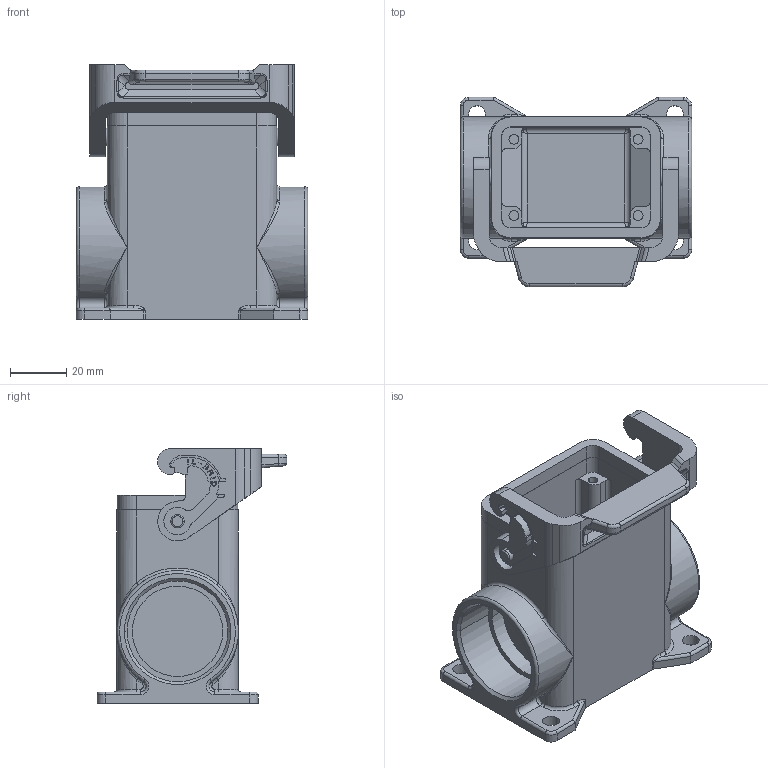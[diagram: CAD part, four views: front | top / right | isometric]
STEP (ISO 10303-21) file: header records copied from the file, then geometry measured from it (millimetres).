
FILE_DESCRIPTION(('Creo Elements/Direct Modeling STEP Export'),'2;1');
FILE_NAME('0ln7uvk5h782e015420','2022-02-14T16:09:48',(''),(''),'Creo Elements/Direct Modeling STEP processor for AP214 (Solid Model)','Creo Elements/Direct Modeling 20.1B 02-Apr-2019 (C) Parametric Technology GmbH','');
FILE_SCHEMA(('AUTOMOTIVE_DESIGN { 1 0 10303 214 1 1 1 1 }'));
Length unit declared in the file: millimetre
Products named in the file (2): MLAP_06_L40
Assembly tree (1 placements, depth 2):
  MLAP_06_L40
    MLAP_06_L40
Bounding box: 82 x 67.25 x 90.2 mm (x, y, z)
Volume: 89645.4 mm3; surface area: 46923.3 mm2
Topology: 1 solids, 1 shells, 708 faces, 1925 edges, 1246 vertices
Faces by surface type: plane 451, cylinder 191, bspline 36, torus 28, cone 2
Entity records: 37709 total; most frequent: CARTESIAN_POINT 14566, ORIENTED_EDGE 3834, DIRECTION 3361, EDGE_CURVE 1917, VECTOR 1403, LINE 1403, VERTEX_POINT 1246, AXIS2_PLACEMENT_3D 979
